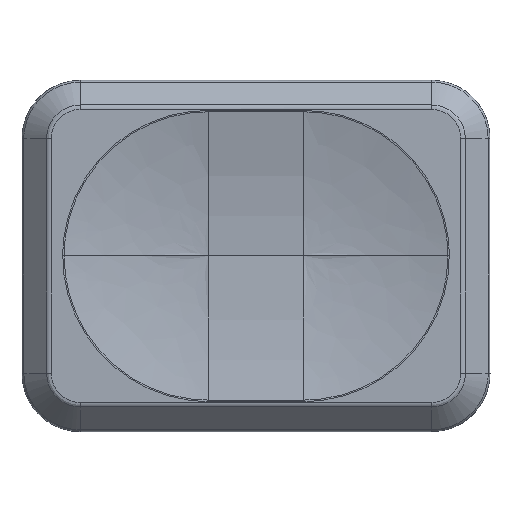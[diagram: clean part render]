
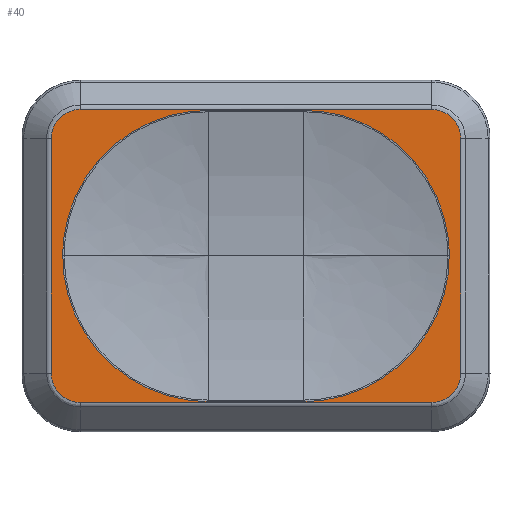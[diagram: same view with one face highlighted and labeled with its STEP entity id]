
A CAD part, top view. The second image highlights one B-rep face of the part: STEP entity #40.
In plain terms, the highlighted planar face has unit normal (0, 0, 1).
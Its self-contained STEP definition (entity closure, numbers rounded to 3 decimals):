
#24=FACE_BOUND('',#231,.T.);
#40=ADVANCED_FACE('',(#135,#24),#1283,.T.);
#135=FACE_OUTER_BOUND('',#230,.T.);
#230=EDGE_LOOP('',(#361,#362,#363,#364,#365,#366,#367,#368));
#231=EDGE_LOOP('',(#369,#370,#371,#372,#373,#374));
#361=ORIENTED_EDGE('',*,*,#765,.F.);
#362=ORIENTED_EDGE('',*,*,#766,.F.);
#363=ORIENTED_EDGE('',*,*,#762,.F.);
#364=ORIENTED_EDGE('',*,*,#794,.F.);
#365=ORIENTED_EDGE('',*,*,#763,.F.);
#366=ORIENTED_EDGE('',*,*,#797,.F.);
#367=ORIENTED_EDGE('',*,*,#764,.F.);
#368=ORIENTED_EDGE('',*,*,#800,.F.);
#369=ORIENTED_EDGE('',*,*,#744,.T.);
#370=ORIENTED_EDGE('',*,*,#748,.T.);
#371=ORIENTED_EDGE('',*,*,#948,.T.);
#372=ORIENTED_EDGE('',*,*,#758,.F.);
#373=ORIENTED_EDGE('',*,*,#754,.F.);
#374=ORIENTED_EDGE('',*,*,#949,.F.);
#744=EDGE_CURVE('',#1166,#1167,#1035,.T.);
#748=EDGE_CURVE('',#1167,#1165,#1039,.T.);
#754=EDGE_CURVE('',#1173,#1174,#1045,.T.);
#758=EDGE_CURVE('',#1174,#1172,#1049,.T.);
#762=EDGE_CURVE('',#1175,#1176,#950,.T.);
#763=EDGE_CURVE('',#1178,#1177,#1053,.T.);
#764=EDGE_CURVE('',#1180,#1179,#951,.T.);
#765=EDGE_CURVE('',#1182,#1181,#1054,.T.);
#766=EDGE_CURVE('',#1176,#1182,#1055,.T.);
#794=EDGE_CURVE('',#1177,#1175,#1065,.T.);
#797=EDGE_CURVE('',#1179,#1178,#1068,.T.);
#800=EDGE_CURVE('',#1181,#1180,#1071,.T.);
#948=EDGE_CURVE('',#1165,#1172,#1159,.T.);
#949=EDGE_CURVE('',#1166,#1173,#1160,.T.);
#950=B_SPLINE_CURVE_WITH_KNOTS('',1,(#2141,#2142),.UNSPECIFIED.,.F.,.F.,
(2,2),(61.594,73.287),.UNSPECIFIED.);
#951=B_SPLINE_CURVE_WITH_KNOTS('',1,(#2145,#2146),.UNSPECIFIED.,.F.,.F.,
(2,2),(92.391,104.084),.UNSPECIFIED.);
#1035=(
BOUNDED_CURVE()
B_SPLINE_CURVE(2,(#2090,#2091,#2092),.UNSPECIFIED.,.F.,.F.)
B_SPLINE_CURVE_WITH_KNOTS((3,3),(0.,11.747),.UNSPECIFIED.)
CURVE()
GEOMETRIC_REPRESENTATION_ITEM()
RATIONAL_B_SPLINE_CURVE((1.,0.707,1.))
REPRESENTATION_ITEM('')
);
#1039=(
BOUNDED_CURVE()
B_SPLINE_CURVE(2,(#2102,#2103,#2104),.UNSPECIFIED.,.F.,.F.)
B_SPLINE_CURVE_WITH_KNOTS((3,3),(0.,11.747),.UNSPECIFIED.)
CURVE()
GEOMETRIC_REPRESENTATION_ITEM()
RATIONAL_B_SPLINE_CURVE((1.,0.707,1.))
REPRESENTATION_ITEM('')
);
#1045=(
BOUNDED_CURVE()
B_SPLINE_CURVE(2,(#2120,#2121,#2122),.UNSPECIFIED.,.F.,.F.)
B_SPLINE_CURVE_WITH_KNOTS((3,3),(0.,11.747),.UNSPECIFIED.)
CURVE()
GEOMETRIC_REPRESENTATION_ITEM()
RATIONAL_B_SPLINE_CURVE((1.,0.707,1.))
REPRESENTATION_ITEM('')
);
#1049=(
BOUNDED_CURVE()
B_SPLINE_CURVE(2,(#2132,#2133,#2134),.UNSPECIFIED.,.F.,.F.)
B_SPLINE_CURVE_WITH_KNOTS((3,3),(0.,11.747),.UNSPECIFIED.)
CURVE()
GEOMETRIC_REPRESENTATION_ITEM()
RATIONAL_B_SPLINE_CURVE((1.,0.707,1.))
REPRESENTATION_ITEM('')
);
#1053=(
BOUNDED_CURVE()
B_SPLINE_CURVE(1,(#2143,#2144),.UNSPECIFIED.,.F.,.F.)
B_SPLINE_CURVE_WITH_KNOTS((2,2),(107.806,119.465),
 .UNSPECIFIED.)
CURVE()
GEOMETRIC_REPRESENTATION_ITEM()
RATIONAL_B_SPLINE_CURVE((1.,1.))
REPRESENTATION_ITEM('')
);
#1054=(
BOUNDED_CURVE()
B_SPLINE_CURVE(1,(#2147,#2148),.UNSPECIFIED.,.F.,.F.)
B_SPLINE_CURVE_WITH_KNOTS((2,2),(0.,12.5),.UNSPECIFIED.)
CURVE()
GEOMETRIC_REPRESENTATION_ITEM()
RATIONAL_B_SPLINE_CURVE((1.,1.))
REPRESENTATION_ITEM('')
);
#1055=(
BOUNDED_CURVE()
B_SPLINE_CURVE(2,(#2149,#2150,#2151),.UNSPECIFIED.,.F.,.F.)
B_SPLINE_CURVE_WITH_KNOTS((3,3),(73.287,77.01),
 .UNSPECIFIED.)
CURVE()
GEOMETRIC_REPRESENTATION_ITEM()
RATIONAL_B_SPLINE_CURVE((1.,0.707,1.))
REPRESENTATION_ITEM('')
);
#1065=(
BOUNDED_CURVE()
B_SPLINE_CURVE(2,(#2289,#2290,#2291),.UNSPECIFIED.,.F.,.F.)
B_SPLINE_CURVE_WITH_KNOTS((3,3),(119.465,123.188),
 .UNSPECIFIED.)
CURVE()
GEOMETRIC_REPRESENTATION_ITEM()
RATIONAL_B_SPLINE_CURVE((1.,0.707,1.))
REPRESENTATION_ITEM('')
);
#1068=(
BOUNDED_CURVE()
B_SPLINE_CURVE(2,(#2298,#2299,#2300),.UNSPECIFIED.,.F.,.F.)
B_SPLINE_CURVE_WITH_KNOTS((3,3),(104.084,107.806),
 .UNSPECIFIED.)
CURVE()
GEOMETRIC_REPRESENTATION_ITEM()
RATIONAL_B_SPLINE_CURVE((1.,0.707,1.))
REPRESENTATION_ITEM('')
);
#1071=(
BOUNDED_CURVE()
B_SPLINE_CURVE(2,(#2307,#2308,#2309),.UNSPECIFIED.,.F.,.F.)
B_SPLINE_CURVE_WITH_KNOTS((3,3),(88.669,92.391),
 .UNSPECIFIED.)
CURVE()
GEOMETRIC_REPRESENTATION_ITEM()
RATIONAL_B_SPLINE_CURVE((1.,0.707,1.))
REPRESENTATION_ITEM('')
);
#1159=(
BOUNDED_CURVE()
B_SPLINE_CURVE(1,(#2797,#2798,#2799),.UNSPECIFIED.,.F.,.F.)
B_SPLINE_CURVE_WITH_KNOTS((2,1,2),(-1.,-0.5,0.),
 .UNSPECIFIED.)
CURVE()
GEOMETRIC_REPRESENTATION_ITEM()
RATIONAL_B_SPLINE_CURVE((1.,1.,1.))
REPRESENTATION_ITEM('')
);
#1160=(
BOUNDED_CURVE()
B_SPLINE_CURVE(1,(#2800,#2801,#2802),.UNSPECIFIED.,.F.,.F.)
B_SPLINE_CURVE_WITH_KNOTS((2,1,2),(0.,0.5,1.),
 .UNSPECIFIED.)
CURVE()
GEOMETRIC_REPRESENTATION_ITEM()
RATIONAL_B_SPLINE_CURVE((1.,1.,1.))
REPRESENTATION_ITEM('')
);
#1165=VERTEX_POINT('',#1957);
#1166=VERTEX_POINT('',#1958);
#1167=VERTEX_POINT('',#1959);
#1172=VERTEX_POINT('',#1964);
#1173=VERTEX_POINT('',#1965);
#1174=VERTEX_POINT('',#1966);
#1175=VERTEX_POINT('',#1967);
#1176=VERTEX_POINT('',#1968);
#1177=VERTEX_POINT('',#1969);
#1178=VERTEX_POINT('',#1970);
#1179=VERTEX_POINT('',#1971);
#1180=VERTEX_POINT('',#1972);
#1181=VERTEX_POINT('',#1973);
#1182=VERTEX_POINT('',#1974);
#1283=PLANE('',#1400);
#1400=AXIS2_PLACEMENT_3D('',#1592,#1454,$);
#1454=DIRECTION('',(0.,0.,1.));
#1592=CARTESIAN_POINT('',(-60.317,-35.484,9.449));
#1957=CARTESIAN_POINT('',(-48.416,-49.241,9.449));
#1958=CARTESIAN_POINT('',(-48.416,-35.529,9.449));
#1959=CARTESIAN_POINT('',(-41.56,-42.385,9.449));
#1964=CARTESIAN_POINT('',(-52.916,-49.241,9.449));
#1965=CARTESIAN_POINT('',(-52.916,-35.529,9.449));
#1966=CARTESIAN_POINT('',(-59.772,-42.385,9.449));
#1967=CARTESIAN_POINT('',(-58.941,-35.484,9.449));
#1968=CARTESIAN_POINT('',(-42.391,-35.484,9.449));
#1969=CARTESIAN_POINT('',(-60.317,-36.86,9.449));
#1970=CARTESIAN_POINT('',(-60.317,-47.91,9.449));
#1971=CARTESIAN_POINT('',(-58.941,-49.286,9.449));
#1972=CARTESIAN_POINT('',(-42.391,-49.286,9.449));
#1973=CARTESIAN_POINT('',(-41.015,-47.91,9.449));
#1974=CARTESIAN_POINT('',(-41.015,-36.86,9.449));
#2090=CARTESIAN_POINT('',(-48.416,-35.529,9.449));
#2091=CARTESIAN_POINT('',(-41.56,-35.529,9.449));
#2092=CARTESIAN_POINT('',(-41.56,-42.385,9.449));
#2102=CARTESIAN_POINT('',(-41.56,-42.385,9.449));
#2103=CARTESIAN_POINT('',(-41.56,-49.241,9.449));
#2104=CARTESIAN_POINT('',(-48.416,-49.241,9.449));
#2120=CARTESIAN_POINT('',(-52.916,-35.529,9.449));
#2121=CARTESIAN_POINT('',(-59.772,-35.529,9.449));
#2122=CARTESIAN_POINT('',(-59.772,-42.385,9.449));
#2132=CARTESIAN_POINT('',(-59.772,-42.385,9.449));
#2133=CARTESIAN_POINT('',(-59.772,-49.241,9.449));
#2134=CARTESIAN_POINT('',(-52.916,-49.241,9.449));
#2141=CARTESIAN_POINT('',(-58.941,-35.484,9.449));
#2142=CARTESIAN_POINT('',(-42.391,-35.484,9.449));
#2143=CARTESIAN_POINT('',(-60.317,-47.91,9.449));
#2144=CARTESIAN_POINT('',(-60.317,-36.86,9.449));
#2145=CARTESIAN_POINT('',(-42.391,-49.286,9.449));
#2146=CARTESIAN_POINT('',(-58.941,-49.286,9.449));
#2147=CARTESIAN_POINT('',(-41.015,-36.86,9.449));
#2148=CARTESIAN_POINT('',(-41.015,-47.91,9.449));
#2149=CARTESIAN_POINT('',(-42.391,-35.484,9.449));
#2150=CARTESIAN_POINT('',(-41.015,-35.484,9.449));
#2151=CARTESIAN_POINT('',(-41.015,-36.86,9.449));
#2289=CARTESIAN_POINT('',(-60.317,-36.86,9.449));
#2290=CARTESIAN_POINT('',(-60.317,-35.484,9.449));
#2291=CARTESIAN_POINT('',(-58.941,-35.484,9.449));
#2298=CARTESIAN_POINT('',(-58.941,-49.286,9.449));
#2299=CARTESIAN_POINT('',(-60.317,-49.286,9.449));
#2300=CARTESIAN_POINT('',(-60.317,-47.91,9.449));
#2307=CARTESIAN_POINT('',(-41.015,-47.91,9.449));
#2308=CARTESIAN_POINT('',(-41.015,-49.286,9.449));
#2309=CARTESIAN_POINT('',(-42.391,-49.286,9.449));
#2797=CARTESIAN_POINT('',(-48.416,-49.241,9.449));
#2798=CARTESIAN_POINT('',(-50.666,-49.241,9.449));
#2799=CARTESIAN_POINT('',(-52.916,-49.241,9.449));
#2800=CARTESIAN_POINT('',(-48.416,-35.529,9.449));
#2801=CARTESIAN_POINT('',(-50.666,-35.529,9.449));
#2802=CARTESIAN_POINT('',(-52.916,-35.529,9.449));
